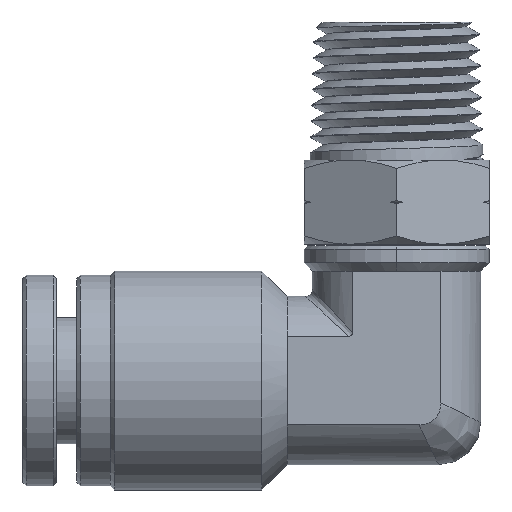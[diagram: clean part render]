
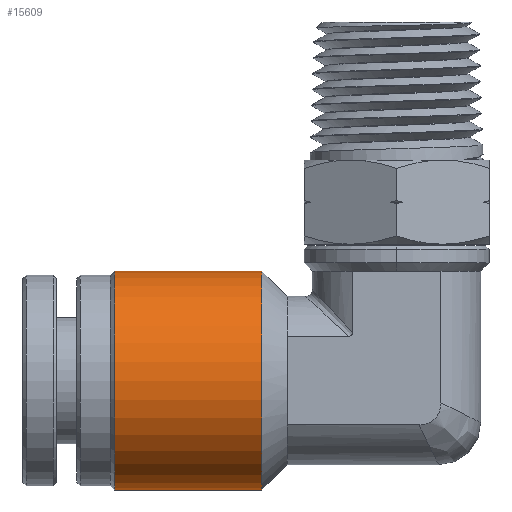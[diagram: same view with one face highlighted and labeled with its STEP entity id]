
A CAD part, left-side view. The second image highlights one B-rep face of the part: STEP entity #15609.
In plain terms, the highlighted cylindrical face has radius 6.5 mm (diameter 13 mm), a partial arc.
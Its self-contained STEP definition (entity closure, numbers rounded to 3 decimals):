
#3 = EDGE_CURVE ( 'NONE', #24280, #5873, #17595, .T. ) ;
#231 = CARTESIAN_POINT ( 'NONE',  ( 0., 4.843, 6.5 ) ) ;
#325 = AXIS2_PLACEMENT_3D ( 'NONE', #12920, #522, #14993 ) ;
#522 = DIRECTION ( 'NONE',  ( 0., 1., 0. ) ) ;
#2649 = VECTOR ( 'NONE', #5348, 1000. ) ;
#3892 = DIRECTION ( 'NONE',  ( 0., 0., 1. ) ) ;
#3950 = DIRECTION ( 'NONE',  ( 0., -1., 0. ) ) ;
#4123 = DIRECTION ( 'NONE',  ( 0., -1., 0. ) ) ;
#4153 = EDGE_CURVE ( 'NONE', #24280, #21906, #7568, .T. ) ;
#5348 = DIRECTION ( 'NONE',  ( 0., -1., 0. ) ) ;
#5381 = CARTESIAN_POINT ( 'NONE',  ( 0., 4.843, 0. ) ) ;
#5873 = VERTEX_POINT ( 'NONE', #17745 ) ;
#6000 = CYLINDRICAL_SURFACE ( 'NONE', #25309, 6.5 ) ;
#6910 = VECTOR ( 'NONE', #4123, 1000. ) ;
#7420 = CARTESIAN_POINT ( 'NONE',  ( 0., 7.093, -6.5 ) ) ;
#7568 = LINE ( 'NONE', #12317, #6910 ) ;
#8360 = VERTEX_POINT ( 'NONE', #23502 ) ;
#8955 = DIRECTION ( 'NONE',  ( 0., -1., 0. ) ) ;
#11690 = AXIS2_PLACEMENT_3D ( 'NONE', #5381, #3950, #3892 ) ;
#12317 = CARTESIAN_POINT ( 'NONE',  ( 0., 7.093, 6.5 ) ) ;
#12920 = CARTESIAN_POINT ( 'NONE',  ( 0., -3.907, 0. ) ) ;
#13658 = ORIENTED_EDGE ( 'NONE', *, *, #3, .T. ) ;
#13995 = CARTESIAN_POINT ( 'NONE',  ( 0., -3.907, 6.5 ) ) ;
#14247 = EDGE_LOOP ( 'NONE', ( #16034, #13658, #25178, #23114 ) ) ;
#14993 = DIRECTION ( 'NONE',  ( 0., 0., 1. ) ) ;
#15609 = ADVANCED_FACE ( 'NONE', ( #18949 ), #6000, .T. ) ;
#16034 = ORIENTED_EDGE ( 'NONE', *, *, #4153, .F. ) ;
#17242 = DIRECTION ( 'NONE',  ( 0., 0., -1. ) ) ;
#17595 = CIRCLE ( 'NONE', #11690, 6.5 ) ;
#17745 = CARTESIAN_POINT ( 'NONE',  ( 0., 4.843, -6.5 ) ) ;
#18949 = FACE_OUTER_BOUND ( 'NONE', #14247, .T. ) ;
#19146 = LINE ( 'NONE', #7420, #2649 ) ;
#19170 = CARTESIAN_POINT ( 'NONE',  ( 0., 7.093, 0. ) ) ;
#20110 = EDGE_CURVE ( 'NONE', #8360, #21906, #25988, .T. ) ;
#21841 = EDGE_CURVE ( 'NONE', #5873, #8360, #19146, .T. ) ;
#21906 = VERTEX_POINT ( 'NONE', #13995 ) ;
#23114 = ORIENTED_EDGE ( 'NONE', *, *, #20110, .T. ) ;
#23502 = CARTESIAN_POINT ( 'NONE',  ( 0., -3.907, -6.5 ) ) ;
#24280 = VERTEX_POINT ( 'NONE', #231 ) ;
#25178 = ORIENTED_EDGE ( 'NONE', *, *, #21841, .T. ) ;
#25309 = AXIS2_PLACEMENT_3D ( 'NONE', #19170, #8955, #17242 ) ;
#25988 = CIRCLE ( 'NONE', #325, 6.5 ) ;
